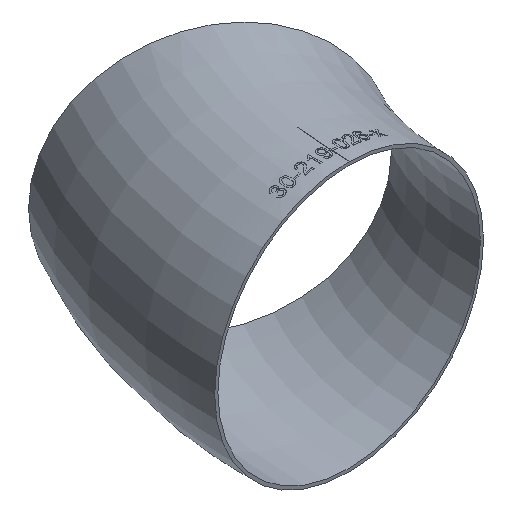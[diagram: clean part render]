
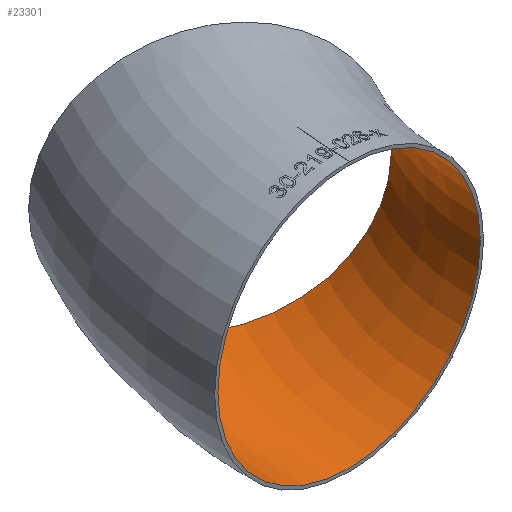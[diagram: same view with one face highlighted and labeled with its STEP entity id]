
A CAD part, isometric view. The second image highlights one B-rep face of the part: STEP entity #23301.
In plain terms, the highlighted toroidal (fillet/blend) face has major radius 305 mm and minor radius 106.95 mm.
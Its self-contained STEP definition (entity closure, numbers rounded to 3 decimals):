
#493 = TOROIDAL_SURFACE ( 'NONE', #17943, 305., 106.95 ) ;
#5657 = VERTEX_POINT ( 'NONE', #15163 ) ;
#6076 = EDGE_LOOP ( 'NONE', ( #10309 ) ) ;
#9206 = EDGE_CURVE ( 'NONE', #12666, #12666, #10110, .T. ) ;
#10110 = CIRCLE ( 'NONE', #18109, 106.95 ) ;
#10309 = ORIENTED_EDGE ( 'NONE', *, *, #9206, .F. ) ;
#12666 = VERTEX_POINT ( 'NONE', #22170 ) ;
#13415 = CIRCLE ( 'NONE', #23862, 106.95 ) ;
#15067 = ORIENTED_EDGE ( 'NONE', *, *, #27171, .T. ) ;
#15076 = EDGE_LOOP ( 'NONE', ( #15067 ) ) ;
#15163 = CARTESIAN_POINT ( 'NONE',  ( -356.759, 205.975, 0. ) ) ;
#16083 = CARTESIAN_POINT ( 'NONE',  ( -305., 0., 0. ) ) ;
#16303 = DIRECTION ( 'NONE',  ( 0., 0., -1. ) ) ;
#16919 = FACE_OUTER_BOUND ( 'NONE', #15076, .T. ) ;
#17943 = AXIS2_PLACEMENT_3D ( 'NONE', #28453, #16303, #19098 ) ;
#18109 = AXIS2_PLACEMENT_3D ( 'NONE', #16083, #28534, #30715 ) ;
#19098 = DIRECTION ( 'NONE',  ( -1., 0., 0. ) ) ;
#19882 = CARTESIAN_POINT ( 'NONE',  ( -264.138, 152.5, 0. ) ) ;
#21746 = DIRECTION ( 'NONE',  ( 0.5, 0.866, 0. ) ) ;
#22170 = CARTESIAN_POINT ( 'NONE',  ( -305., 0., 106.95 ) ) ;
#23301 = ADVANCED_FACE ( 'NONE', ( #16919, #23774 ), #493, .F. ) ;
#23774 = FACE_OUTER_BOUND ( 'NONE', #6076, .T. ) ;
#23862 = AXIS2_PLACEMENT_3D ( 'NONE', #19882, #21746, #24396 ) ;
#24396 = DIRECTION ( 'NONE',  ( -0.866, 0.5, 0. ) ) ;
#27171 = EDGE_CURVE ( 'NONE', #5657, #5657, #13415, .T. ) ;
#28453 = CARTESIAN_POINT ( 'NONE',  ( 0., 0., 0. ) ) ;
#28534 = DIRECTION ( 'NONE',  ( 0., 1., 0. ) ) ;
#30715 = DIRECTION ( 'NONE',  ( 0., 0., 1. ) ) ;
